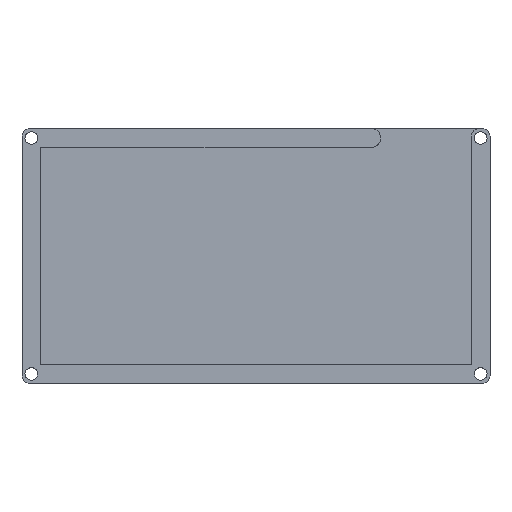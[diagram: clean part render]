
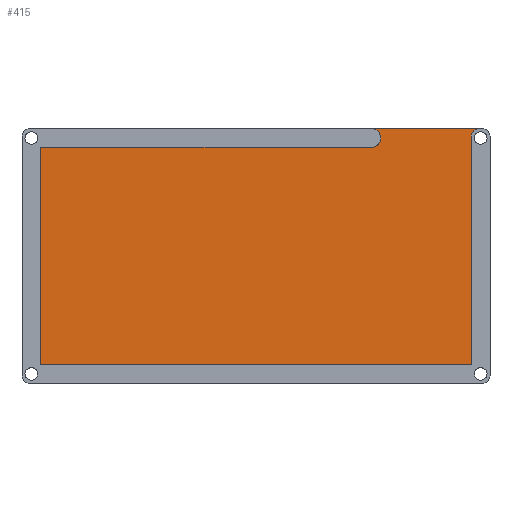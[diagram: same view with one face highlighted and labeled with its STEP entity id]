
A CAD part, top view. The second image highlights one B-rep face of the part: STEP entity #415.
In plain terms, the highlighted planar face has unit normal (0, 0, 1).
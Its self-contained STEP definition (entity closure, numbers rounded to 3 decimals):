
#45=CIRCLE('',#454,2.);
#59=PLANE('',#467);
#80=FACE_OUTER_BOUND('',#105,.T.);
#105=EDGE_LOOP('',(#376,#377,#378,#379,#380,#381,#382));
#114=LINE('',#652,#150);
#128=LINE('',#703,#164);
#137=LINE('',#726,#173);
#139=LINE('',#730,#175);
#141=LINE('',#733,#177);
#150=VECTOR('',#476,10.);
#164=VECTOR('',#522,10.);
#173=VECTOR('',#547,10.);
#175=VECTOR('',#551,10.);
#177=VECTOR('',#555,10.);
#185=B_SPLINE_CURVE_WITH_KNOTS('',3,(#633,#634,#635,#636,#637,#638,#639,
#640,#641,#642,#643,#644,#645),.UNSPECIFIED.,.F.,.F.,(4,3,3,3,4),(0.,0.225,
0.45,0.675,0.788),.UNSPECIFIED.);
#188=VERTEX_POINT('',#627);
#189=VERTEX_POINT('',#632);
#191=VERTEX_POINT('',#650);
#212=VERTEX_POINT('',#702);
#217=VERTEX_POINT('',#721);
#218=VERTEX_POINT('',#725);
#219=VERTEX_POINT('',#729);
#226=EDGE_CURVE('',#188,#189,#185,.F.);
#230=EDGE_CURVE('',#188,#191,#114,.T.);
#255=EDGE_CURVE('',#189,#212,#128,.T.);
#265=EDGE_CURVE('',#212,#217,#45,.F.);
#267=EDGE_CURVE('',#217,#218,#137,.T.);
#269=EDGE_CURVE('',#219,#218,#139,.T.);
#271=EDGE_CURVE('',#191,#219,#141,.T.);
#376=ORIENTED_EDGE('',*,*,#269,.T.);
#377=ORIENTED_EDGE('',*,*,#267,.F.);
#378=ORIENTED_EDGE('',*,*,#265,.F.);
#379=ORIENTED_EDGE('',*,*,#255,.F.);
#380=ORIENTED_EDGE('',*,*,#226,.F.);
#381=ORIENTED_EDGE('',*,*,#230,.T.);
#382=ORIENTED_EDGE('',*,*,#271,.T.);
#415=ADVANCED_FACE('',(#80),#59,.T.);
#454=AXIS2_PLACEMENT_3D('',#722,#542,#543);
#467=AXIS2_PLACEMENT_3D('',#752,#579,#580);
#476=DIRECTION('',(-1.,0.,0.));
#522=DIRECTION('',(1.,0.,0.));
#542=DIRECTION('center_axis',(0.,0.,-1.));
#543=DIRECTION('ref_axis',(-0.707,0.707,0.));
#547=DIRECTION('',(0.,-1.,0.));
#551=DIRECTION('',(1.,0.,0.));
#555=DIRECTION('',(0.,-1.,0.));
#579=DIRECTION('center_axis',(0.,0.,1.));
#580=DIRECTION('ref_axis',(1.,0.,0.));
#627=CARTESIAN_POINT('',(103.528,15.,3.));
#632=CARTESIAN_POINT('',(103.528,20.,3.));
#633=CARTESIAN_POINT('Ctrl Pts',(103.528,20.,3.));
#634=CARTESIAN_POINT('Ctrl Pts',(104.276,20.,3.));
#635=CARTESIAN_POINT('Ctrl Pts',(105.02,19.641,3.));
#636=CARTESIAN_POINT('Ctrl Pts',(105.485,19.057,3.));
#637=CARTESIAN_POINT('Ctrl Pts',(105.949,18.474,3.));
#638=CARTESIAN_POINT('Ctrl Pts',(106.134,17.668,3.));
#639=CARTESIAN_POINT('Ctrl Pts',(105.969,16.941,3.));
#640=CARTESIAN_POINT('Ctrl Pts',(105.803,16.215,3.));
#641=CARTESIAN_POINT('Ctrl Pts',(105.287,15.569,3.));
#642=CARTESIAN_POINT('Ctrl Pts',(104.614,15.244,3.));
#643=CARTESIAN_POINT('Ctrl Pts',(104.278,15.082,3.));
#644=CARTESIAN_POINT('Ctrl Pts',(103.902,15.,3.));
#645=CARTESIAN_POINT('Ctrl Pts',(103.528,15.,3.));
#650=CARTESIAN_POINT('',(15.,15.,3.));
#652=CARTESIAN_POINT('',(15.,15.,3.));
#702=CARTESIAN_POINT('',(132.3,20.,3.));
#703=CARTESIAN_POINT('',(127.357,20.,3.));
#721=CARTESIAN_POINT('',(130.3,18.,3.));
#722=CARTESIAN_POINT('Origin',(132.3,18.,3.));
#725=CARTESIAN_POINT('',(130.3,-43.15,3.));
#726=CARTESIAN_POINT('',(130.3,20.,3.));
#729=CARTESIAN_POINT('',(15.,-43.15,3.));
#730=CARTESIAN_POINT('',(130.3,-43.15,3.));
#733=CARTESIAN_POINT('',(15.,-43.15,3.));
#752=CARTESIAN_POINT('Origin',(72.65,-14.075,3.));
